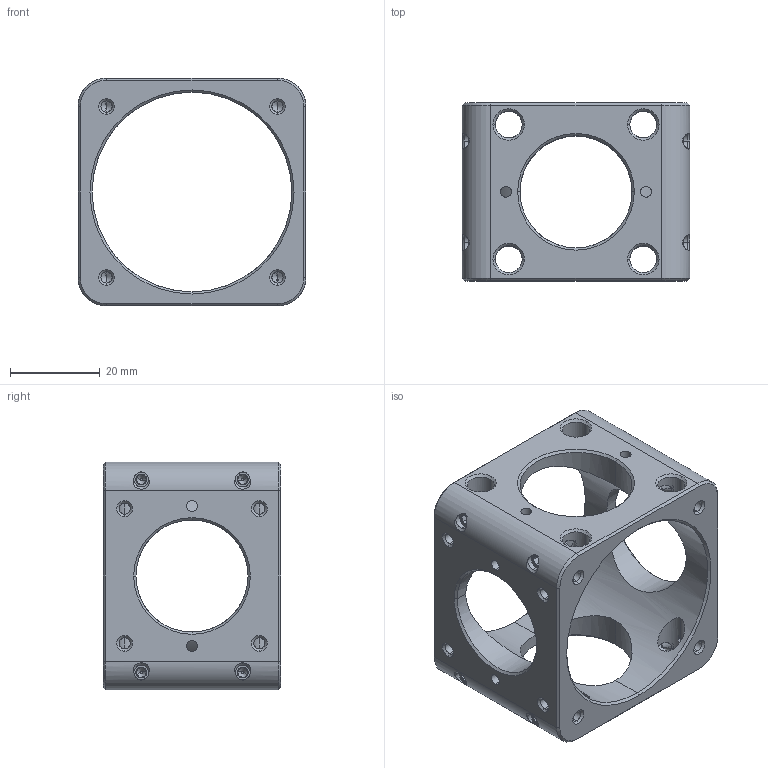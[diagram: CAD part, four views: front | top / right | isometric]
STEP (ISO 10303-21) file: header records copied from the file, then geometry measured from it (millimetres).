
FILE_DESCRIPTION (( 'STEP AP214' ), '1' );
FILE_NAME ('2.2.7.4_L30F-TM_30 mm笼式立方体，带6mm通孔，带M3螺纹.STEP', '2021-07-17T01:40:17', ( 'Microsoft' ), ( 'Microsoft' ), 'SwSTEP 2.0', 'SolidWorks 2018', '' );
FILE_SCHEMA (( 'AUTOMOTIVE_DESIGN' ));
Length unit declared in the file: millimetre
Products named in the file (1): 2.2.7.4_L30F-TM_30 mm笼式立方体，带6mm通孔，带M3螺纹
Bounding box: 50.8 x 39.6 x 50.8 mm (x, y, z)
Surface area: 14979.8 mm2 (no closed solid volume)
Topology: 0 solids, 17 shells, 348 faces, 876 edges, 504 vertices
Faces by surface type: cone 176, cylinder 94, plane 78
Entity records: 15983 total; most frequent: CARTESIAN_POINT 4033, DIRECTION 1734, ORIENTED_EDGE 1576, EDGE_CURVE 844, AXIS2_PLACEMENT_3D 693, VERTEX_POINT 504, EDGE_LOOP 420, UNCERTAINTY_MEASURE_WITH_UNIT 350
